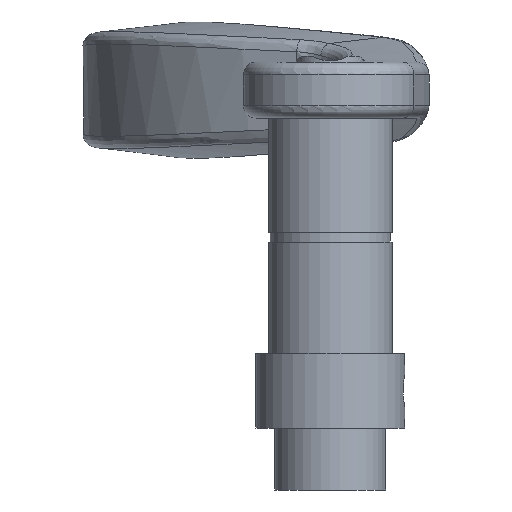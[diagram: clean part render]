
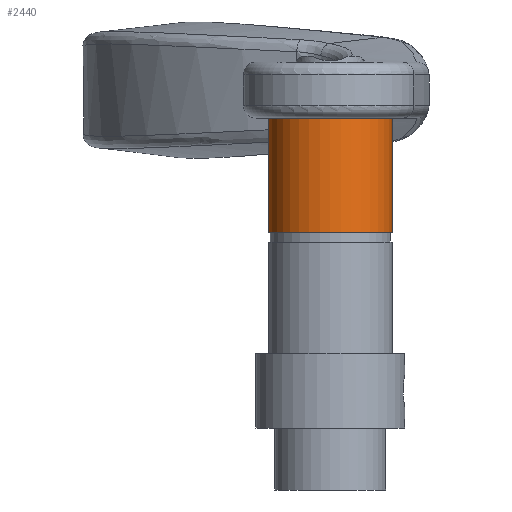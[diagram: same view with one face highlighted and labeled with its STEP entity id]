
A CAD part, left-side view. The second image highlights one B-rep face of the part: STEP entity #2440.
In plain terms, the highlighted cylindrical face has radius 10 mm (diameter 20 mm), a full revolution.
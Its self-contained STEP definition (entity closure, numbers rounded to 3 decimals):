
#33 = DIRECTION ( 'NONE',  ( -1., 0., 0. ) ) ;
#892 = DIRECTION ( 'NONE',  ( 1., 0., 0. ) ) ;
#919 = VERTEX_POINT ( 'NONE', #11350 ) ;
#1181 = EDGE_CURVE ( 'NONE', #919, #919, #11508, .T. ) ;
#1786 = EDGE_LOOP ( 'NONE', ( #5952 ) ) ;
#2440 = ADVANCED_FACE ( 'NONE', ( #12860, #3974 ), #8333, .T. ) ;
#2577 = AXIS2_PLACEMENT_3D ( 'NONE', #4843, #13738, #9286 ) ;
#3066 = DIRECTION ( 'NONE',  ( 0., 0., -1. ) ) ;
#3577 = EDGE_LOOP ( 'NONE', ( #10183 ) ) ;
#3974 = FACE_OUTER_BOUND ( 'NONE', #1786, .T. ) ;
#4843 = CARTESIAN_POINT ( 'NONE',  ( 0., 0., -18.4 ) ) ;
#5833 = CARTESIAN_POINT ( 'NONE',  ( -10., 0., -18.4 ) ) ;
#5952 = ORIENTED_EDGE ( 'NONE', *, *, #9964, .T. ) ;
#8333 = CYLINDRICAL_SURFACE ( 'NONE', #11399, 10. ) ;
#9286 = DIRECTION ( 'NONE',  ( -1., 0., 0. ) ) ;
#9727 = CARTESIAN_POINT ( 'NONE',  ( 0., 0., 0. ) ) ;
#9964 = EDGE_CURVE ( 'NONE', #9965, #9965, #13439, .T. ) ;
#9965 = VERTEX_POINT ( 'NONE', #5833 ) ;
#10183 = ORIENTED_EDGE ( 'NONE', *, *, #1181, .T. ) ;
#11350 = CARTESIAN_POINT ( 'NONE',  ( 10., 0., 0. ) ) ;
#11399 = AXIS2_PLACEMENT_3D ( 'NONE', #14230, #12000, #33 ) ;
#11508 = CIRCLE ( 'NONE', #13475, 10. ) ;
#12000 = DIRECTION ( 'NONE',  ( 0., 0., -1. ) ) ;
#12860 = FACE_OUTER_BOUND ( 'NONE', #3577, .T. ) ;
#13439 = CIRCLE ( 'NONE', #2577, 10. ) ;
#13475 = AXIS2_PLACEMENT_3D ( 'NONE', #9727, #3066, #892 ) ;
#13738 = DIRECTION ( 'NONE',  ( 0., 0., 1. ) ) ;
#14230 = CARTESIAN_POINT ( 'NONE',  ( 0., 0., 28.284 ) ) ;
